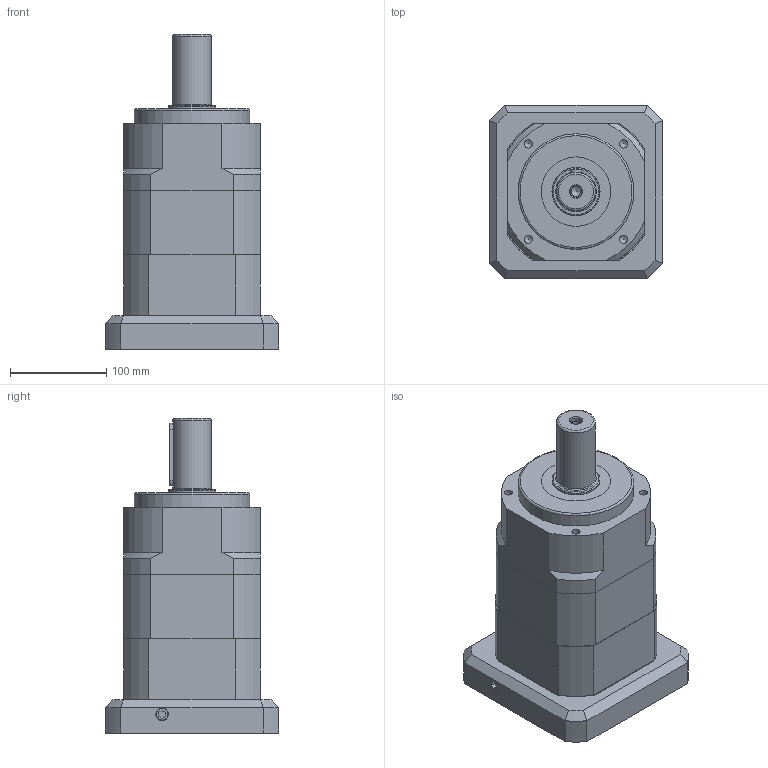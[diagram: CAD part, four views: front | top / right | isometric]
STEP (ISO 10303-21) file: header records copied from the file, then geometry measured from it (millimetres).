
FILE_DESCRIPTION((''),'2;1');
FILE_NAME('KSE-142A.stp','2012-02-15T10:58:16',('young'),(''),'Autodesk Inventor 2012','Autodesk Inventor 2012','');
FILE_SCHEMA(('AUTOMOTIVE_DESIGN { 1 0 10303 214 1 1 1 1 }'));
Length unit declared in the file: millimetre
Products named in the file (1): KSE-142A
Bounding box: 180 x 180 x 327 mm (x, y, z)
Volume: 3876701.9 mm3; surface area: 474358.2 mm2
Topology: 17 solids, 17 shells, 539 faces, 1305 edges, 842 vertices
Faces by surface type: plane 273, cylinder 178, cone 67, torus 12, bspline 9
Full cylindrical faces by diameter (mm): 6.8 x4, 8.5 x16, 8.6 x1, 10 x5, 10.2 x5, 10.5 x4, 11 x1, 11.125 x2, 12 x1, 13 x2, 14 x4, 16 x5, 35.2 x1, 40 x1, 44.9 x1, 48 x1, 48.2 x1, 48.8 x1, 49.8 x1, 50 x2, 62 x1, 72 x4, 108 x1, 114.3 x1, 120 x3
Entity records: 15863 total; most frequent: CARTESIAN_POINT 3559, DIRECTION 2589, ORIENTED_EDGE 2308, EDGE_CURVE 1154, AXIS2_PLACEMENT_3D 981, VERTEX_POINT 813, EDGE_LOOP 745, VECTOR 627
